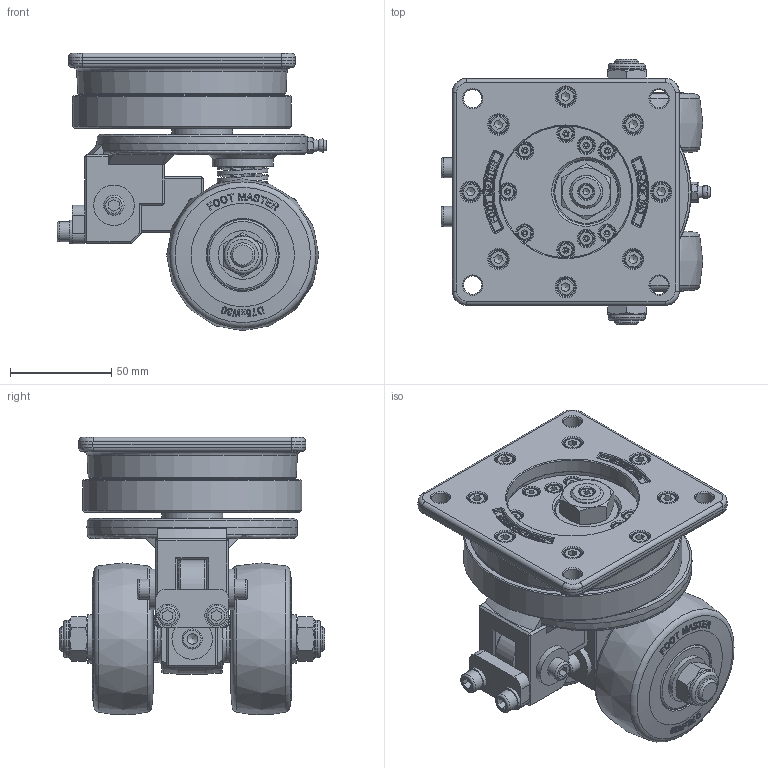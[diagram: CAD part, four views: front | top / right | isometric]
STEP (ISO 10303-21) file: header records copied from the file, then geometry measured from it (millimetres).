
FILE_DESCRIPTION(/* description */ (''),/* implementation_level */ '2;1');
FILE_NAME(/* name */ 'GAATSD-75-ASF-HUD.stp',/* time_stamp */ '2024-05-20T10:59:13+09:00',/* author */ ('admin'),/* organization */ (''),/* preprocessor_version */ 'ST-DEVELOPER v18.1',/* originating_system */ 'Autodesk Inventor 2021',/* authorisation */ '');
FILE_SCHEMA (('AUTOMOTIVE_DESIGN { 1 0 10303 214 3 1 1 }'));
Products named in the file (1): GAATSD-75-ASF-HUD_Shrinkwrap_1
Bounding box: 133.2 x 131 x 136.84 mm (x, y, z)
Volume: 790175.3 mm3; surface area: 137799.7 mm2
Topology: 1 solids, 7 shells, 1688 faces, 4450 edges, 2935 vertices
Faces by surface type: plane 887, bspline 393, cone 179, cylinder 152, torus 68, sphere 9
Full cylindrical faces by diameter (mm): 1 x1, 4.917 x1, 7 x10, 7.5 x1, 8 x9, 8.5 x8, 9 x4, 9.5 x8, 10 x7, 11.5 x3, 12 x4, 12.2 x2, 16 x2, 16.2 x1, 17 x3, 18.5 x2, 20 x4, 23 x2, 24 x2, 26 x1, 30 x2, 31 x1, 32 x3, 35 x6, 65 x1, 71 x1, 73 x1, 101 x1, 101.2 x1, 108 x1
Entity records: 65895 total; most frequent: CARTESIAN_POINT 26651, ORIENTED_EDGE 8874, DIRECTION 6260, EDGE_CURVE 4437, VERTEX_POINT 2935, AXIS2_PLACEMENT_3D 2129, LINE 2002, VECTOR 2002
